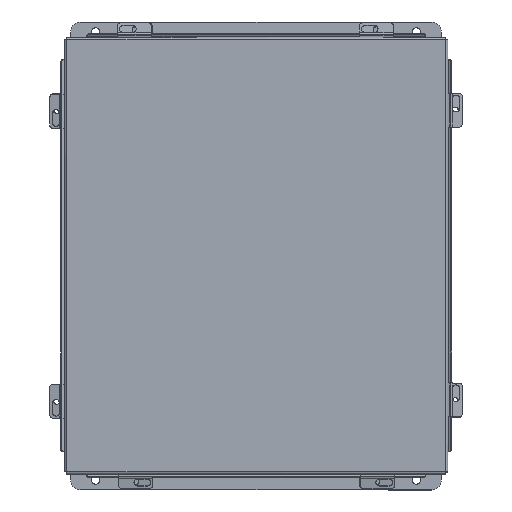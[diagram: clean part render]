
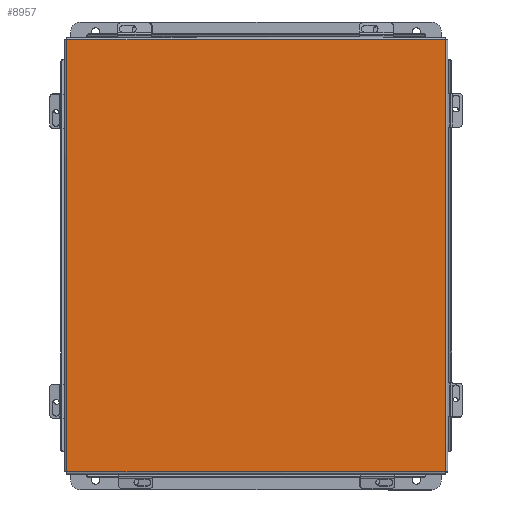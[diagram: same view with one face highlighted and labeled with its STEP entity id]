
A CAD part, top view. The second image highlights one B-rep face of the part: STEP entity #8957.
In plain terms, the highlighted face is planar.
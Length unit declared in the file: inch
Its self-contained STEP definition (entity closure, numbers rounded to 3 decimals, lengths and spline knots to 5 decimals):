
#102 = EDGE_CURVE ( 'NONE', #8516, #3115, #5415, .T. ) ;
#422 = EDGE_CURVE ( 'NONE', #6173, #8516, #4082, .T. ) ;
#847 = VERTEX_POINT ( 'NONE', #1861 ) ;
#855 = VECTOR ( 'NONE', #4661, 39.37008 ) ;
#986 = CARTESIAN_POINT ( 'NONE',  ( 0., 0., -0.0747 ) ) ;
#1251 = EDGE_CURVE ( 'NONE', #3115, #847, #7165, .T. ) ;
#1287 = DIRECTION ( 'NONE',  ( 0., -1., 0. ) ) ;
#1337 = CARTESIAN_POINT ( 'NONE',  ( -7.06855, 8.06855, -0.0747 ) ) ;
#1729 = DIRECTION ( 'NONE',  ( -1., 0., 0. ) ) ;
#1861 = CARTESIAN_POINT ( 'NONE',  ( 7.06855, -8.06855, -0.0747 ) ) ;
#2798 = CARTESIAN_POINT ( 'NONE',  ( -7.06855, -8.06855, -0.0747 ) ) ;
#2814 = LINE ( 'NONE', #6231, #855 ) ;
#2975 = ORIENTED_EDGE ( 'NONE', *, *, #422, .T. ) ;
#3115 = VERTEX_POINT ( 'NONE', #7235 ) ;
#3314 = ORIENTED_EDGE ( 'NONE', *, *, #102, .T. ) ;
#3450 = DIRECTION ( 'NONE',  ( 0., 1., 0. ) ) ;
#3525 = FACE_OUTER_BOUND ( 'NONE', #9160, .T. ) ;
#3955 = PLANE ( 'NONE',  #5625 ) ;
#4082 = LINE ( 'NONE', #6219, #5892 ) ;
#4661 = DIRECTION ( 'NONE',  ( -1., 0., 0. ) ) ;
#4668 = VECTOR ( 'NONE', #4857, 39.37008 ) ;
#4857 = DIRECTION ( 'NONE',  ( 1., 0., 0. ) ) ;
#5415 = LINE ( 'NONE', #8260, #4668 ) ;
#5625 = AXIS2_PLACEMENT_3D ( 'NONE', #986, #6274, #1729 ) ;
#5892 = VECTOR ( 'NONE', #3450, 39.37008 ) ;
#6173 = VERTEX_POINT ( 'NONE', #2798 ) ;
#6219 = CARTESIAN_POINT ( 'NONE',  ( -7.06855, -8.07448, -0.0747 ) ) ;
#6231 = CARTESIAN_POINT ( 'NONE',  ( 7.07448, -8.06855, -0.0747 ) ) ;
#6274 = DIRECTION ( 'NONE',  ( 0., 0., -1. ) ) ;
#6665 = ORIENTED_EDGE ( 'NONE', *, *, #1251, .T. ) ;
#6751 = CARTESIAN_POINT ( 'NONE',  ( 7.06855, 8.07448, -0.0747 ) ) ;
#7014 = EDGE_CURVE ( 'NONE', #847, #6173, #2814, .T. ) ;
#7165 = LINE ( 'NONE', #6751, #7187 ) ;
#7187 = VECTOR ( 'NONE', #1287, 39.37008 ) ;
#7235 = CARTESIAN_POINT ( 'NONE',  ( 7.06855, 8.06855, -0.0747 ) ) ;
#8114 = ORIENTED_EDGE ( 'NONE', *, *, #7014, .T. ) ;
#8260 = CARTESIAN_POINT ( 'NONE',  ( -7.07448, 8.06855, -0.0747 ) ) ;
#8516 = VERTEX_POINT ( 'NONE', #1337 ) ;
#8957 = ADVANCED_FACE ( 'NONE', ( #3525 ), #3955, .T. ) ;
#9160 = EDGE_LOOP ( 'NONE', ( #3314, #6665, #8114, #2975 ) ) ;
